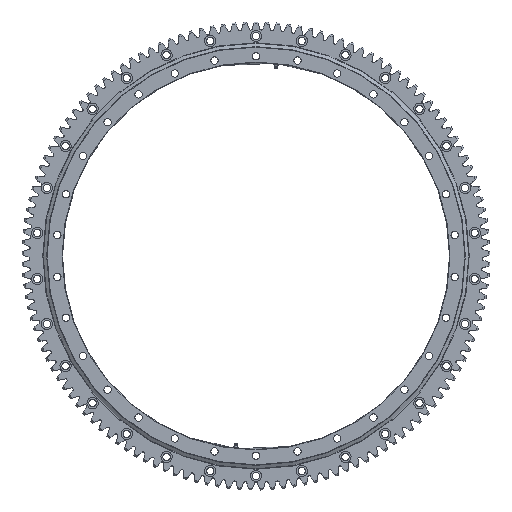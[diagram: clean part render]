
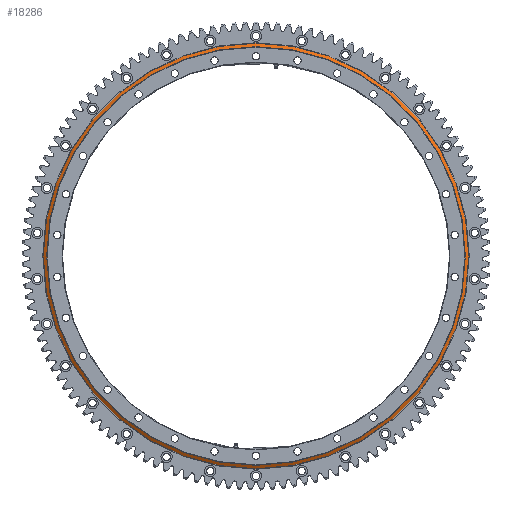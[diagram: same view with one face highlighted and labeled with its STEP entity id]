
A CAD part, top view. The second image highlights one B-rep face of the part: STEP entity #18286.
In plain terms, the highlighted conical face has half-angle 58.57 degrees and reference radius 483 mm.
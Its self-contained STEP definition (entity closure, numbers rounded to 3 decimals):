
#1125 = DIRECTION ( 'NONE',  ( 0., -1., 0. ) ) ;
#3650 = EDGE_LOOP ( 'NONE', ( #12339 ) ) ;
#3662 = EDGE_LOOP ( 'NONE', ( #35878 ) ) ;
#5217 = CARTESIAN_POINT ( 'NONE',  ( 476., -2.61, 0. ) ) ;
#7009 = DIRECTION ( 'NONE',  ( 0., -1., 0. ) ) ;
#11626 = EDGE_CURVE ( 'NONE', #47707, #47707, #44905, .T. ) ;
#11989 = DIRECTION ( 'NONE',  ( 0., 0., -1. ) ) ;
#12339 = ORIENTED_EDGE ( 'NONE', *, *, #11626, .F. ) ;
#16480 = CARTESIAN_POINT ( 'NONE',  ( 476., 2., -483. ) ) ;
#18286 = ADVANCED_FACE ( 'NONE', ( #18426, #42847 ), #33102, .T. ) ;
#18426 = FACE_OUTER_BOUND ( 'NONE', #3650, .T. ) ;
#23789 = VERTEX_POINT ( 'NONE', #16480 ) ;
#32311 = AXIS2_PLACEMENT_3D ( 'NONE', #57961, #1125, #11989 ) ;
#33102 = CONICAL_SURFACE ( 'NONE', #32311, 483., 1.022 ) ;
#35878 = ORIENTED_EDGE ( 'NONE', *, *, #57230, .T. ) ;
#42847 = FACE_BOUND ( 'NONE', #3662, .T. ) ;
#43363 = DIRECTION ( 'NONE',  ( 0., 0., -1. ) ) ;
#43575 = CARTESIAN_POINT ( 'NONE',  ( 476., 2., 0. ) ) ;
#44392 = CIRCLE ( 'NONE', #64078, 483. ) ;
#44905 = CIRCLE ( 'NONE', #62176, 490.544 ) ;
#47707 = VERTEX_POINT ( 'NONE', #60647 ) ;
#51353 = DIRECTION ( 'NONE',  ( 0., -1., 0. ) ) ;
#51567 = DIRECTION ( 'NONE',  ( 0., 0., -1. ) ) ;
#57230 = EDGE_CURVE ( 'NONE', #23789, #23789, #44392, .T. ) ;
#57961 = CARTESIAN_POINT ( 'NONE',  ( 476., 2., 0. ) ) ;
#60647 = CARTESIAN_POINT ( 'NONE',  ( 476., -2.61, -490.544 ) ) ;
#62176 = AXIS2_PLACEMENT_3D ( 'NONE', #5217, #51353, #51567 ) ;
#64078 = AXIS2_PLACEMENT_3D ( 'NONE', #43575, #7009, #43363 ) ;
